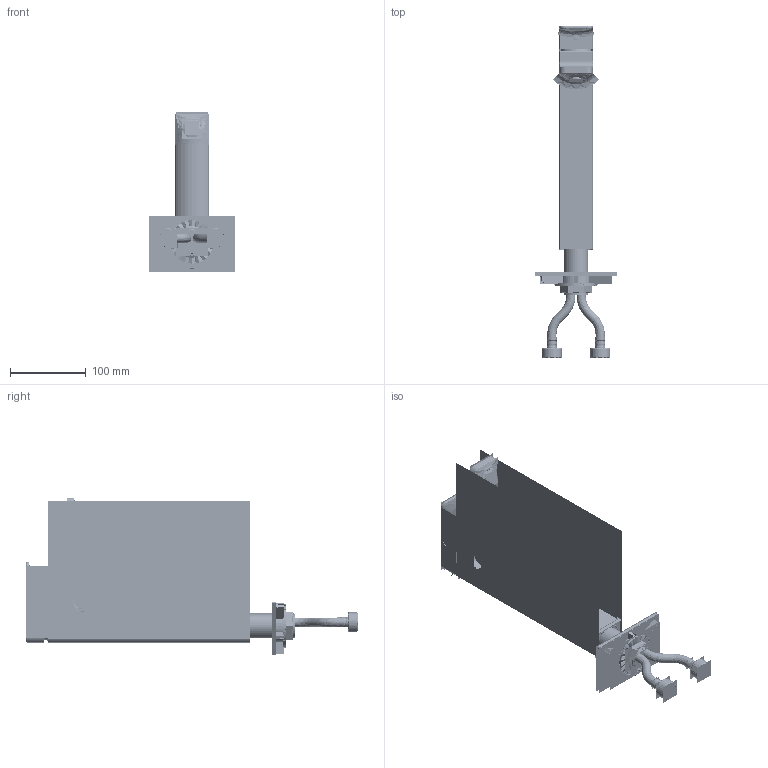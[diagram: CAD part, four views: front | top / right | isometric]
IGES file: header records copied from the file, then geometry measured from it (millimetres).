
Start section:  PTC IGES file: cf-1302-vessel_asm.igs
Global section: file name: cf-1302-vessel_asm.igs; native system: Creo Parametric by PTC Inc.; preprocessor: 2019224; author: 10114211; organization: Unknown; date: 20201130.144815; units: millimetre
Bounding box: 112.66 x 439.46 x 211.44 mm (x, y, z)
Surface area: 1819520.9 mm2 (no closed solid volume)
Topology: 0 solids, 0 shells, 8410 faces, 134017 edges, 175790 vertices
Faces by surface type: bspline 5354, revolution 3056
